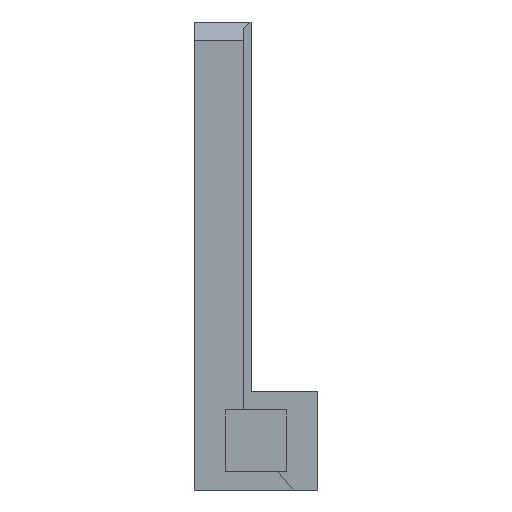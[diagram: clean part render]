
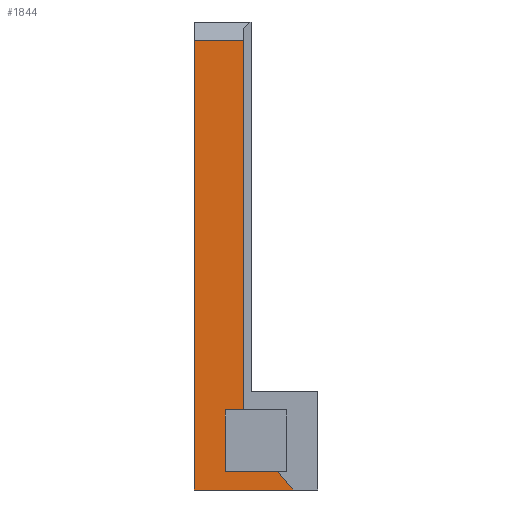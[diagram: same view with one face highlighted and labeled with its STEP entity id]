
A CAD part, left-side view. The second image highlights one B-rep face of the part: STEP entity #1844.
In plain terms, the highlighted planar face has unit normal (-1, 0, 0).
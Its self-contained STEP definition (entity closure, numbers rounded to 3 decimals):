
#16 = ORIENTED_EDGE ( 'NONE', *, *, #431, .T. ) ;
#39 = CARTESIAN_POINT ( 'NONE',  ( -106.975, 5., 32.5 ) ) ;
#86 = PLANE ( 'NONE',  #1624 ) ;
#92 = CARTESIAN_POINT ( 'NONE',  ( -106.975, 2.5, 2.5 ) ) ;
#115 = LINE ( 'NONE', #1770, #595 ) ;
#204 = EDGE_CURVE ( 'NONE', #1147, #3284, #2473, .T. ) ;
#356 = VERTEX_POINT ( 'NONE', #3805 ) ;
#416 = CARTESIAN_POINT ( 'NONE',  ( -106.975, 2.5, 34.001 ) ) ;
#431 = EDGE_CURVE ( 'NONE', #3693, #356, #3191, .T. ) ;
#542 = EDGE_LOOP ( 'NONE', ( #955, #4225, #3221, #3285, #3440, #16, #1138, #877 ) ) ;
#580 = CARTESIAN_POINT ( 'NONE',  ( -106.975, 2.5, -2.5 ) ) ;
#595 = VECTOR ( 'NONE', #4283, 1000. ) ;
#602 = VECTOR ( 'NONE', #3261, 1000. ) ;
#670 = CARTESIAN_POINT ( 'NONE',  ( -106.975, 5., 34.001 ) ) ;
#683 = LINE ( 'NONE', #1098, #2577 ) ;
#695 = VECTOR ( 'NONE', #2500, 1000. ) ;
#742 = VERTEX_POINT ( 'NONE', #2006 ) ;
#746 = VECTOR ( 'NONE', #3460, 1000. ) ;
#877 = ORIENTED_EDGE ( 'NONE', *, *, #204, .F. ) ;
#955 = ORIENTED_EDGE ( 'NONE', *, *, #4145, .T. ) ;
#1098 = CARTESIAN_POINT ( 'NONE',  ( -106.975, 5., -4. ) ) ;
#1137 = VERTEX_POINT ( 'NONE', #1943 ) ;
#1138 = ORIENTED_EDGE ( 'NONE', *, *, #1483, .F. ) ;
#1147 = VERTEX_POINT ( 'NONE', #1555 ) ;
#1454 = LINE ( 'NONE', #416, #3813 ) ;
#1483 = EDGE_CURVE ( 'NONE', #3284, #356, #1819, .T. ) ;
#1490 = FACE_OUTER_BOUND ( 'NONE', #542, .T. ) ;
#1555 = CARTESIAN_POINT ( 'NONE',  ( -106.975, 5., 32.5 ) ) ;
#1624 = AXIS2_PLACEMENT_3D ( 'NONE', #2883, #3908, #3930 ) ;
#1741 = CARTESIAN_POINT ( 'NONE',  ( -106.975, 1., 32.5 ) ) ;
#1770 = CARTESIAN_POINT ( 'NONE',  ( -106.975, 5., -2.5 ) ) ;
#1819 = LINE ( 'NONE', #4261, #4165 ) ;
#1844 = ADVANCED_FACE ( 'NONE', ( #1490 ), #86, .F. ) ;
#1870 = CARTESIAN_POINT ( 'NONE',  ( -106.975, 5., 2.5 ) ) ;
#1943 = CARTESIAN_POINT ( 'NONE',  ( -106.975, 5., -4. ) ) ;
#1978 = EDGE_CURVE ( 'NONE', #2216, #742, #3023, .T. ) ;
#2006 = CARTESIAN_POINT ( 'NONE',  ( -106.975, -3., -4. ) ) ;
#2211 = VERTEX_POINT ( 'NONE', #580 ) ;
#2216 = VERTEX_POINT ( 'NONE', #2344 ) ;
#2344 = CARTESIAN_POINT ( 'NONE',  ( -106.975, -1.741, -2.5 ) ) ;
#2456 = LINE ( 'NONE', #670, #746 ) ;
#2473 = LINE ( 'NONE', #39, #695 ) ;
#2486 = EDGE_CURVE ( 'NONE', #2216, #2211, #115, .T. ) ;
#2500 = DIRECTION ( 'NONE',  ( 0., -1., 0. ) ) ;
#2569 = DIRECTION ( 'NONE',  ( 0., 0., -1. ) ) ;
#2577 = VECTOR ( 'NONE', #3454, 1000. ) ;
#2682 = CARTESIAN_POINT ( 'NONE',  ( -106.975, 19.017, 22.239 ) ) ;
#2782 = DIRECTION ( 'NONE',  ( 0., 0., 1. ) ) ;
#2883 = CARTESIAN_POINT ( 'NONE',  ( -106.975, 5., 34.001 ) ) ;
#3000 = DIRECTION ( 'NONE',  ( 0., -0.643, -0.766 ) ) ;
#3023 = LINE ( 'NONE', #2682, #3874 ) ;
#3191 = LINE ( 'NONE', #1870, #602 ) ;
#3221 = ORIENTED_EDGE ( 'NONE', *, *, #1978, .F. ) ;
#3261 = DIRECTION ( 'NONE',  ( 0., -1., 0. ) ) ;
#3284 = VERTEX_POINT ( 'NONE', #1741 ) ;
#3285 = ORIENTED_EDGE ( 'NONE', *, *, #2486, .T. ) ;
#3440 = ORIENTED_EDGE ( 'NONE', *, *, #4085, .T. ) ;
#3454 = DIRECTION ( 'NONE',  ( 0., 1., 0. ) ) ;
#3460 = DIRECTION ( 'NONE',  ( 0., 0., -1. ) ) ;
#3693 = VERTEX_POINT ( 'NONE', #92 ) ;
#3805 = CARTESIAN_POINT ( 'NONE',  ( -106.975, 1., 2.5 ) ) ;
#3813 = VECTOR ( 'NONE', #2782, 1000. ) ;
#3874 = VECTOR ( 'NONE', #3000, 1000. ) ;
#3908 = DIRECTION ( 'NONE',  ( 1., 0., 0. ) ) ;
#3930 = DIRECTION ( 'NONE',  ( 0., 0., 1. ) ) ;
#4085 = EDGE_CURVE ( 'NONE', #2211, #3693, #1454, .T. ) ;
#4145 = EDGE_CURVE ( 'NONE', #1147, #1137, #2456, .T. ) ;
#4165 = VECTOR ( 'NONE', #2569, 1000. ) ;
#4225 = ORIENTED_EDGE ( 'NONE', *, *, #4478, .F. ) ;
#4261 = CARTESIAN_POINT ( 'NONE',  ( -106.975, 1., 34.001 ) ) ;
#4283 = DIRECTION ( 'NONE',  ( 0., 1., 0. ) ) ;
#4478 = EDGE_CURVE ( 'NONE', #742, #1137, #683, .T. ) ;
